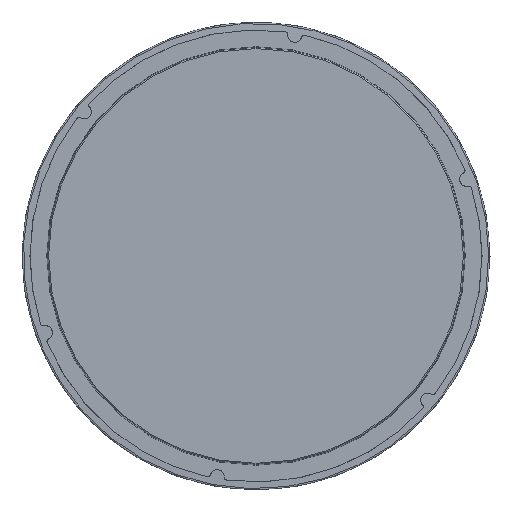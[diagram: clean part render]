
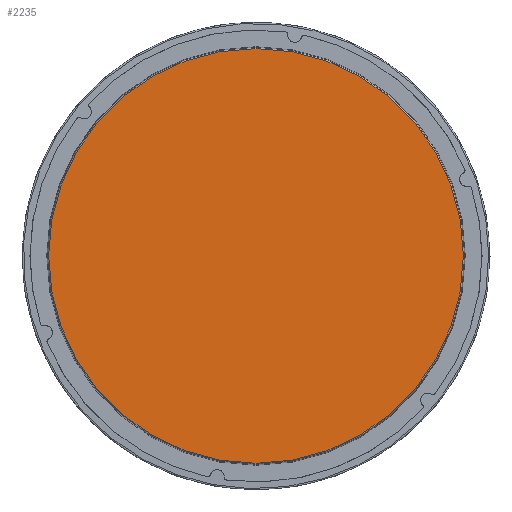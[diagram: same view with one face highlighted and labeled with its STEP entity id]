
A CAD part, top view. The second image highlights one B-rep face of the part: STEP entity #2235.
In plain terms, the highlighted planar face has unit normal (0, 0, 1).
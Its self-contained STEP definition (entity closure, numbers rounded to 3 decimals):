
#385 = CARTESIAN_POINT ( 'NONE',  ( 0., 0., 0. ) ) ;
#912 = CARTESIAN_POINT ( 'NONE',  ( 204.585, 40.711, 0. ) ) ;
#930 = DIRECTION ( 'NONE',  ( -1., 0., 0. ) ) ;
#1036 = EDGE_CURVE ( 'NONE', #3301, #3301, #3857, .T. ) ;
#1451 = FACE_OUTER_BOUND ( 'NONE', #1978, .T. ) ;
#1528 = AXIS2_PLACEMENT_3D ( 'NONE', #912, #2164, #930 ) ;
#1604 = DIRECTION ( 'NONE',  ( -1., 0., 0. ) ) ;
#1978 = EDGE_LOOP ( 'NONE', ( #2611 ) ) ;
#1993 = CARTESIAN_POINT ( 'NONE',  ( -222.06, 0., 0. ) ) ;
#2098 = AXIS2_PLACEMENT_3D ( 'NONE', #385, #3457, #1604 ) ;
#2164 = DIRECTION ( 'NONE',  ( 0., 0., 1. ) ) ;
#2235 = ADVANCED_FACE ( 'NONE', ( #1451 ), #3997, .T. ) ;
#2611 = ORIENTED_EDGE ( 'NONE', *, *, #1036, .T. ) ;
#3301 = VERTEX_POINT ( 'NONE', #1993 ) ;
#3457 = DIRECTION ( 'NONE',  ( 0., 0., 1. ) ) ;
#3857 = CIRCLE ( 'NONE', #2098, 222.06 ) ;
#3997 = PLANE ( 'NONE',  #1528 ) ;
